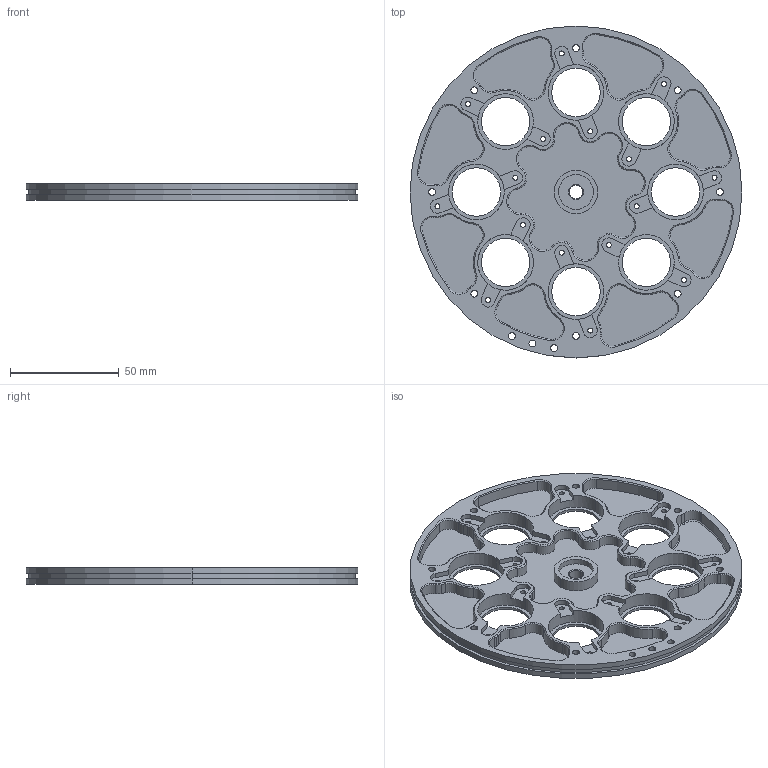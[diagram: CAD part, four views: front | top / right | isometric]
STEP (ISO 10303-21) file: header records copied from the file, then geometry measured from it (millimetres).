
FILE_DESCRIPTION (( 'STEP AP203' ), '1' );
FILE_NAME ('Web Model 59770_Default.step', '2017-08-16T18:47:04', ( '' ), ( '' ), 'SwSTEP 2.0', 'SolidWorks 2016', '' );
FILE_SCHEMA (( 'CONFIG_CONTROL_DESIGN' ));
Length unit declared in the file: inch
Products named in the file (1): Web Model 59770_Default
Bounding box: 152.4 x 152.4 x 7.62 mm (x, y, z)
Volume: 63838.2 mm3; surface area: 47650.2 mm2
Topology: 1 solids, 1 shells, 445 faces, 1148 edges, 727 vertices
Faces by surface type: cylinder 239, cone 118, plane 88
Entity records: 13988 total; most frequent: DIRECTION 2671, CARTESIAN_POINT 2357, ORIENTED_EDGE 2296, EDGE_CURVE 1148, AXIS2_PLACEMENT_3D 1081, VERTEX_POINT 727, CIRCLE 635, EDGE_LOOP 539
